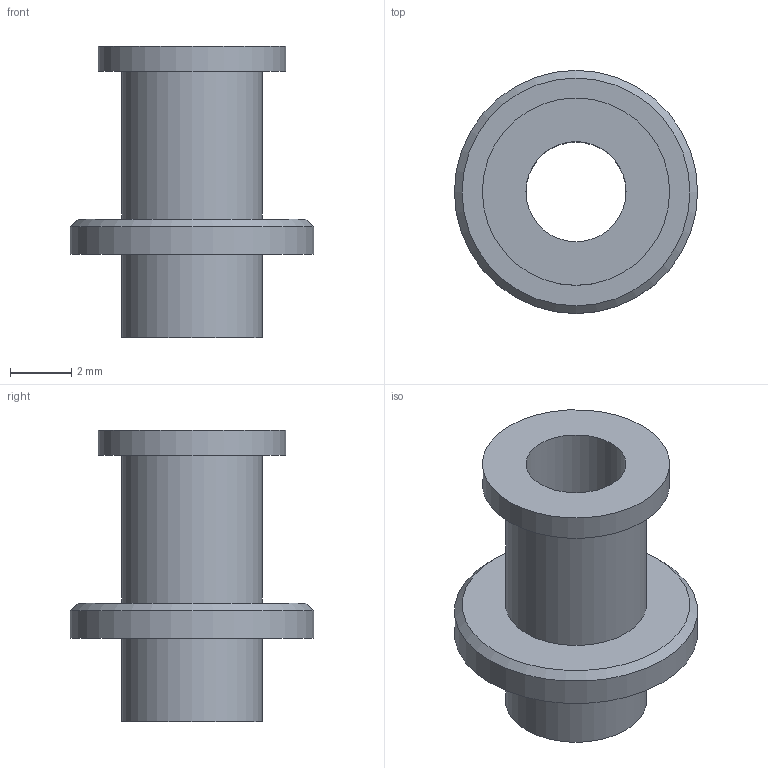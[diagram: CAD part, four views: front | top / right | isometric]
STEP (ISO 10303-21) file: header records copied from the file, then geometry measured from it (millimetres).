
FILE_DESCRIPTION(('FreeCAD Model'),'2;1');
FILE_NAME('Keystone 1540-2.step','2020-01-04T19:37:55',('Author'),(''), 'Open CASCADE STEP processor 7.3','FreeCAD','Unknown');
FILE_SCHEMA(('AUTOMOTIVE_DESIGN { 1 0 10303 214 1 1 1 1 }'));
Length unit declared in the file: millimetre
Products named in the file (1): Keystone_1540-2
Bounding box: 7.92 x 7.92 x 9.48 mm (x, y, z)
Volume: 124 mm3; surface area: 352.9 mm2
Topology: 1 solids, 1 shells, 11 faces, 17 edges, 11 vertices
Faces by surface type: plane 5, cylinder 5, cone 1
Full cylindrical faces by diameter (mm): 3.26 x1, 4.58 x2, 6.1 x1, 7.92 x1
Entity records: 495 total; most frequent: CARTESIAN_POINT 86, DIRECTION 84, ORIENTED_EDGE 34, PCURVE 34, DEFINITIONAL_REPRESENTATION 34, LINE 30, VECTOR 30, AXIS2_PLACEMENT_3D 23
